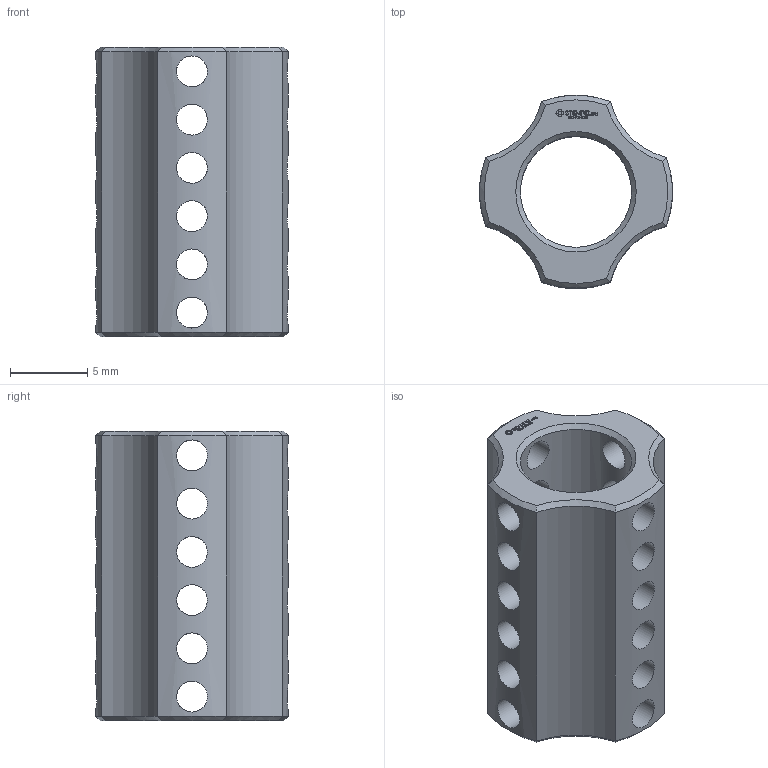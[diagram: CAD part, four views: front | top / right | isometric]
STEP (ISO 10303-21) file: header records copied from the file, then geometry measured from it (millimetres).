
FILE_DESCRIPTION(('FreeCAD Model'),'2;1');
FILE_NAME('Open CASCADE Shape Model','2024-02-18T17:31:43',(''),(''), 'Open CASCADE STEP processor 7.6','FreeCAD','Unknown');
FILE_SCHEMA(('AUTOMOTIVE_DESIGN { 1 0 10303 214 1 1 1 1 }'));
Length unit declared in the file: millimetre
Products named in the file (1): Power-Transmission Hub PLN IDX FRE BU01.50 - SPN-PTH-0105 
(stemfie.org)
Bounding box: 12.5 x 12.5 x 18.75 mm (x, y, z)
Volume: 1007.6 mm3; surface area: 1528.8 mm2
Topology: 1 solids, 1 shells, 503 faces, 1422 edges, 946 vertices
Faces by surface type: plane 314, extrusion 138, cylinder 33, cone 18
Full cylindrical faces by diameter (mm): 2 x24, 7.2 x1
Entity records: 41659 total; most frequent: CARTESIAN_POINT 14387, DIRECTION 4388, VECTOR 3534, LINE 3396, ORIENTED_EDGE 2844, PCURVE 2844, DEFINITIONAL_REPRESENTATION 2844, EDGE_CURVE 1422
